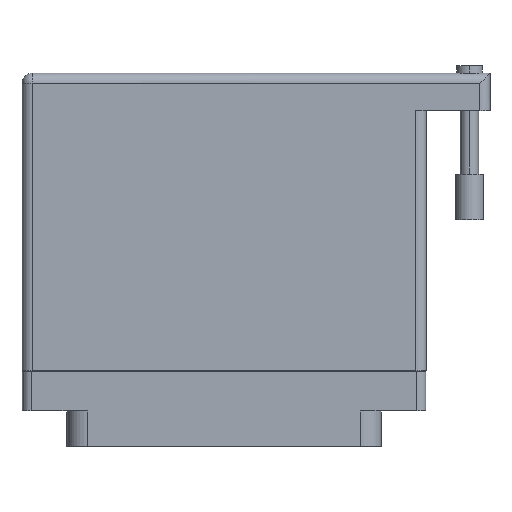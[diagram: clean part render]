
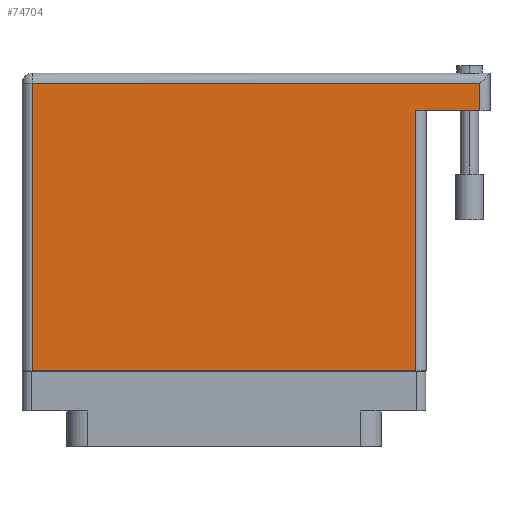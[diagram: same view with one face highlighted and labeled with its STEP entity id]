
A CAD part, front view. The second image highlights one B-rep face of the part: STEP entity #74704.
In plain terms, the highlighted face is planar.
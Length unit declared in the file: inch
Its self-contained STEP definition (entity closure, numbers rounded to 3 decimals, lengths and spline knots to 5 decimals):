
#489 = DIRECTION ( 'NONE',  ( 1., 0., 0. ) ) ;
#1284 = CARTESIAN_POINT ( 'NONE',  ( -1.3075, -0.1, 0.765 ) ) ;
#3079 = VECTOR ( 'NONE', #77169, 39.37008 ) ;
#3807 = VECTOR ( 'NONE', #54562, 39.37008 ) ;
#6699 = CARTESIAN_POINT ( 'NONE',  ( 1.8125, 1.674, 0.765 ) ) ;
#9903 = LINE ( 'NONE', #14441, #33782 ) ;
#12213 = VERTEX_POINT ( 'NONE', #40560 ) ;
#14160 = DIRECTION ( 'NONE',  ( 0., -1., 0. ) ) ;
#14441 = CARTESIAN_POINT ( 'NONE',  ( -1.3775, 1.86, 0.765 ) ) ;
#16034 = ORIENTED_EDGE ( 'NONE', *, *, #82427, .F. ) ;
#18338 = PLANE ( 'NONE',  #64218 ) ;
#20152 = EDGE_CURVE ( 'NONE', #56447, #27453, #69617, .T. ) ;
#20334 = VECTOR ( 'NONE', #489, 39.37008 ) ;
#20741 = EDGE_CURVE ( 'NONE', #12213, #28544, #37742, .T. ) ;
#23542 = CARTESIAN_POINT ( 'NONE',  ( 1.7425, 1.86, 0.765 ) ) ;
#24256 = CARTESIAN_POINT ( 'NONE',  ( -1.3775, 1.93, 0.765 ) ) ;
#24314 = CARTESIAN_POINT ( 'NONE',  ( -1.3775, -0.1, 0.765 ) ) ;
#24379 = VERTEX_POINT ( 'NONE', #26191 ) ;
#26191 = CARTESIAN_POINT ( 'NONE',  ( -1.3075, -0.1, 0.765 ) ) ;
#27077 = DIRECTION ( 'NONE',  ( -1., 0., 0. ) ) ;
#27453 = VERTEX_POINT ( 'NONE', #59520 ) ;
#28544 = VERTEX_POINT ( 'NONE', #23542 ) ;
#29020 = ORIENTED_EDGE ( 'NONE', *, *, #20152, .T. ) ;
#29959 = EDGE_LOOP ( 'NONE', ( #36558, #29020, #16034, #66498, #39860, #55054 ) ) ;
#31405 = DIRECTION ( 'NONE',  ( 0., 1., 0. ) ) ;
#31512 = CARTESIAN_POINT ( 'NONE',  ( -1.3075, 1.86, 0.765 ) ) ;
#33782 = VECTOR ( 'NONE', #27077, 39.37008 ) ;
#35048 = LINE ( 'NONE', #6699, #3079 ) ;
#36144 = EDGE_CURVE ( 'NONE', #69802, #24379, #57644, .T. ) ;
#36558 = ORIENTED_EDGE ( 'NONE', *, *, #81011, .T. ) ;
#37184 = CARTESIAN_POINT ( 'NONE',  ( 1.3075, 1.674, 0.765 ) ) ;
#37742 = LINE ( 'NONE', #67078, #3807 ) ;
#38646 = EDGE_CURVE ( 'NONE', #28544, #69802, #9903, .T. ) ;
#39860 = ORIENTED_EDGE ( 'NONE', *, *, #38646, .T. ) ;
#40560 = CARTESIAN_POINT ( 'NONE',  ( 1.7425, 1.674, 0.765 ) ) ;
#40724 = VECTOR ( 'NONE', #14160, 39.37008 ) ;
#45261 = FACE_OUTER_BOUND ( 'NONE', #29959, .T. ) ;
#52723 = VECTOR ( 'NONE', #31405, 39.37008 ) ;
#54562 = DIRECTION ( 'NONE',  ( 0., 1., 0. ) ) ;
#55054 = ORIENTED_EDGE ( 'NONE', *, *, #36144, .T. ) ;
#55969 = DIRECTION ( 'NONE',  ( 0., 0., -1. ) ) ;
#56447 = VERTEX_POINT ( 'NONE', #74050 ) ;
#57644 = LINE ( 'NONE', #1284, #40724 ) ;
#59520 = CARTESIAN_POINT ( 'NONE',  ( 1.3075, 1.674, 0.765 ) ) ;
#60230 = LINE ( 'NONE', #24314, #20334 ) ;
#64218 = AXIS2_PLACEMENT_3D ( 'NONE', #24256, #55969, #68778 ) ;
#66498 = ORIENTED_EDGE ( 'NONE', *, *, #20741, .T. ) ;
#67078 = CARTESIAN_POINT ( 'NONE',  ( 1.7425, 1.93, 0.765 ) ) ;
#68778 = DIRECTION ( 'NONE',  ( -1., 0., 0. ) ) ;
#69617 = LINE ( 'NONE', #37184, #52723 ) ;
#69802 = VERTEX_POINT ( 'NONE', #31512 ) ;
#74050 = CARTESIAN_POINT ( 'NONE',  ( 1.3075, -0.1, 0.765 ) ) ;
#74704 = ADVANCED_FACE ( 'NONE', ( #45261 ), #18338, .F. ) ;
#77169 = DIRECTION ( 'NONE',  ( -1., 0., 0. ) ) ;
#81011 = EDGE_CURVE ( 'NONE', #24379, #56447, #60230, .T. ) ;
#82427 = EDGE_CURVE ( 'NONE', #12213, #27453, #35048, .T. ) ;
